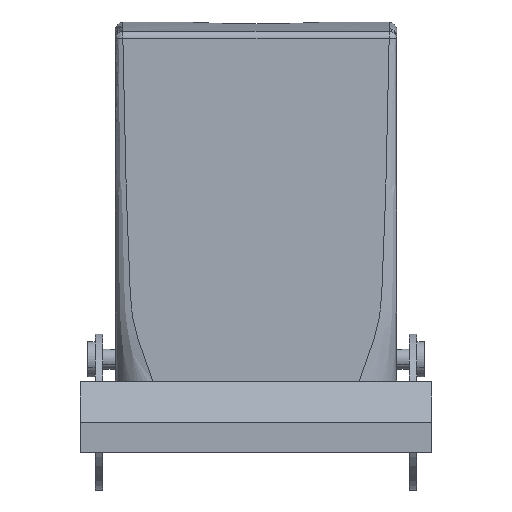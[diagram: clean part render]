
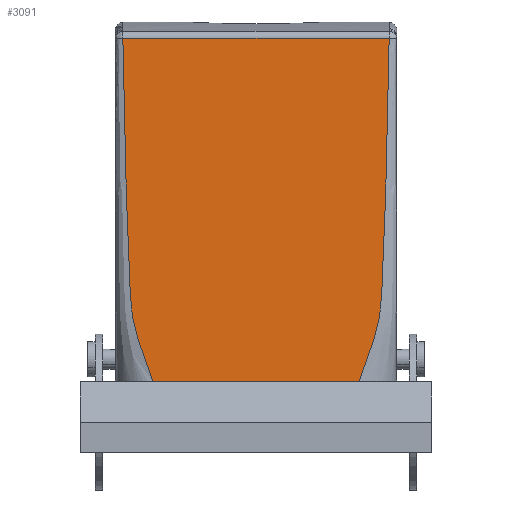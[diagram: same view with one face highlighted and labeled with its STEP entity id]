
A CAD part, front view. The second image highlights one B-rep face of the part: STEP entity #3091.
In plain terms, the highlighted planar face has unit normal (0, -1, 0.013).
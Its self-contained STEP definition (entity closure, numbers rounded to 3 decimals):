
#3078=AXIS2_PLACEMENT_3D('Plane Axis2P3D',#3075,#3076,#3077) ;
#1145=CARTESIAN_POINT('Control Point',(61.487,25.695,89.834)) ;
#1146=CARTESIAN_POINT('Control Point',(61.418,25.607,83.131)) ;
#1147=CARTESIAN_POINT('Control Point',(61.311,25.519,76.43)) ;
#1148=CARTESIAN_POINT('Control Point',(61.134,25.431,69.729)) ;
#1149=CARTESIAN_POINT('Control Point',(60.879,25.318,61.078)) ;
#1150=CARTESIAN_POINT('Control Point',(60.576,25.205,52.428)) ;
#1151=CARTESIAN_POINT('Control Point',(60.505,25.179,50.477)) ;
#1152=CARTESIAN_POINT('Control Point',(60.393,25.141,47.552)) ;
#1153=CARTESIAN_POINT('Control Point',(60.271,25.103,44.627)) ;
#1154=CARTESIAN_POINT('Control Point',(60.229,25.09,43.651)) ;
#1155=CARTESIAN_POINT('Control Point',(60.164,25.071,42.189)) ;
#1156=CARTESIAN_POINT('Control Point',(60.094,25.052,40.726)) ;
#1157=CARTESIAN_POINT('Control Point',(60.071,25.045,40.239)) ;
#1158=CARTESIAN_POINT('Control Point',(60.035,25.036,39.513)) ;
#1159=CARTESIAN_POINT('Control Point',(59.997,25.026,38.787)) ;
#1160=CARTESIAN_POINT('Control Point',(59.984,25.023,38.522)) ;
#1161=CARTESIAN_POINT('Control Point',(59.958,25.017,38.04)) ;
#1162=CARTESIAN_POINT('Control Point',(59.928,25.01,37.558)) ;
#1163=CARTESIAN_POINT('Control Point',(59.911,25.007,37.314)) ;
#1164=CARTESIAN_POINT('Control Point',(59.827,24.992,36.201)) ;
#1165=CARTESIAN_POINT('Control Point',(59.701,24.978,35.09)) ;
#1166=CARTESIAN_POINT('Control Point',(59.566,24.967,34.226)) ;
#1167=CARTESIAN_POINT('Control Point',(59.172,24.941,32.261)) ;
#1168=CARTESIAN_POINT('Control Point',(58.611,24.915,30.323)) ;
#1169=CARTESIAN_POINT('Control Point',(58.251,24.901,29.239)) ;
#1170=CARTESIAN_POINT('Control Point',(57.475,24.873,27.046)) ;
#1171=CARTESIAN_POINT('Control Point',(56.665,24.844,24.861)) ;
#1172=CARTESIAN_POINT('Control Point',(56.26,24.829,23.744)) ;
#1173=CARTESIAN_POINT('Control Point',(55.875,24.815,22.623)) ;
#1174=CARTESIAN_POINT('Control Point',(55.5,24.8,21.5)) ;
#1175=CARTESIAN_POINT('Vertex',(55.5,24.8,21.5)) ;
#1177=CARTESIAN_POINT('Vertex',(61.487,25.695,89.834)) ;
#2100=CARTESIAN_POINT('Vertex',(8.513,25.695,89.834)) ;
#2140=CARTESIAN_POINT('Line Origine',(20.965,25.695,89.834)) ;
#2823=CARTESIAN_POINT('Vertex',(14.5,24.8,21.5)) ;
#2827=CARTESIAN_POINT('Control Point',(8.513,25.695,89.834)) ;
#2828=CARTESIAN_POINT('Control Point',(8.582,25.607,83.131)) ;
#2829=CARTESIAN_POINT('Control Point',(8.689,25.519,76.43)) ;
#2830=CARTESIAN_POINT('Control Point',(8.866,25.431,69.729)) ;
#2831=CARTESIAN_POINT('Control Point',(9.121,25.318,61.078)) ;
#2832=CARTESIAN_POINT('Control Point',(9.424,25.205,52.428)) ;
#2833=CARTESIAN_POINT('Control Point',(9.495,25.179,50.477)) ;
#2834=CARTESIAN_POINT('Control Point',(9.607,25.141,47.552)) ;
#2835=CARTESIAN_POINT('Control Point',(9.729,25.103,44.627)) ;
#2836=CARTESIAN_POINT('Control Point',(9.771,25.09,43.651)) ;
#2837=CARTESIAN_POINT('Control Point',(9.836,25.071,42.189)) ;
#2838=CARTESIAN_POINT('Control Point',(9.906,25.052,40.726)) ;
#2839=CARTESIAN_POINT('Control Point',(9.929,25.045,40.239)) ;
#2840=CARTESIAN_POINT('Control Point',(9.965,25.036,39.513)) ;
#2841=CARTESIAN_POINT('Control Point',(10.003,25.026,38.787)) ;
#2842=CARTESIAN_POINT('Control Point',(10.016,25.023,38.522)) ;
#2843=CARTESIAN_POINT('Control Point',(10.042,25.017,38.04)) ;
#2844=CARTESIAN_POINT('Control Point',(10.072,25.01,37.558)) ;
#2845=CARTESIAN_POINT('Control Point',(10.089,25.007,37.314)) ;
#2846=CARTESIAN_POINT('Control Point',(10.173,24.992,36.201)) ;
#2847=CARTESIAN_POINT('Control Point',(10.299,24.978,35.09)) ;
#2848=CARTESIAN_POINT('Control Point',(10.434,24.967,34.226)) ;
#2849=CARTESIAN_POINT('Control Point',(10.828,24.941,32.261)) ;
#2850=CARTESIAN_POINT('Control Point',(11.389,24.915,30.323)) ;
#2851=CARTESIAN_POINT('Control Point',(11.749,24.901,29.239)) ;
#2852=CARTESIAN_POINT('Control Point',(12.525,24.873,27.046)) ;
#2853=CARTESIAN_POINT('Control Point',(13.335,24.844,24.861)) ;
#2854=CARTESIAN_POINT('Control Point',(13.74,24.829,23.744)) ;
#2855=CARTESIAN_POINT('Control Point',(14.125,24.815,22.623)) ;
#2856=CARTESIAN_POINT('Control Point',(14.5,24.8,21.5)) ;
#3075=CARTESIAN_POINT('Axis2P3D Location',(35.,26.757,170.976)) ;
#3080=CARTESIAN_POINT('Line Origine',(35.,24.8,21.5)) ;
#2141=DIRECTION('Vector Direction',(1.,0.,0.)) ;
#3076=DIRECTION('Axis2P3D Direction',(0.,-1.,0.013)) ;
#3077=DIRECTION('Axis2P3D XDirection',(-1.,0.,0.)) ;
#3081=DIRECTION('Vector Direction',(-1.,0.,0.)) ;
#2142=VECTOR('Line Direction',#2141,1.) ;
#3082=VECTOR('Line Direction',#3081,1.) ;
#3086=ORIENTED_EDGE('',*,*,#2857,.F.) ;
#3087=ORIENTED_EDGE('',*,*,#3084,.T.) ;
#3088=ORIENTED_EDGE('',*,*,#1179,.T.) ;
#3089=ORIENTED_EDGE('',*,*,#2144,.F.) ;
#3091=ADVANCED_FACE('Brep With Voids',(#3090),#3079,.T.) ;
#1144=B_SPLINE_CURVE_WITH_KNOTS('',5,(#1145,#1146,#1147,#1148,#1149,#1150,#1151,#1152,#1153,#1154,#1155,#1156,#1157,#1158,#1159,#1160,#1161,#1162,#1163,#1164,#1165,#1166,#1167,#1168,#1169,#1170,#1171,#1172,#1173,#1174),.UNSPECIFIED.,.F.,.U.,(6,3,3,3,3,3,3,3,3,6),(35.932,69.427,79.179,84.055,86.494,87.687,88.906,93.261,98.851,104.67),.UNSPECIFIED.) ;
#2826=B_SPLINE_CURVE_WITH_KNOTS('',5,(#2827,#2828,#2829,#2830,#2831,#2832,#2833,#2834,#2835,#2836,#2837,#2838,#2839,#2840,#2841,#2842,#2843,#2844,#2845,#2846,#2847,#2848,#2849,#2850,#2851,#2852,#2853,#2854,#2855,#2856),.UNSPECIFIED.,.F.,.U.,(6,3,3,3,3,3,3,3,3,6),(35.932,69.427,79.179,84.055,86.494,87.687,88.906,93.261,98.851,104.67),.UNSPECIFIED.) ;
#1179=EDGE_CURVE('',#1176,#1178,#1144,.F.) ;
#2144=EDGE_CURVE('',#2101,#1178,#2143,.T.) ;
#2857=EDGE_CURVE('',#2824,#2101,#2826,.F.) ;
#3084=EDGE_CURVE('',#2824,#1176,#3083,.F.) ;
#3085=EDGE_LOOP('',(#3086,#3087,#3088,#3089)) ;
#3090=FACE_OUTER_BOUND('',#3085,.T.) ;
#2143=LINE('Line',#2140,#2142) ;
#3083=LINE('Line',#3080,#3082) ;
#3079=PLANE('',#3078) ;
#1176=VERTEX_POINT('',#1175) ;
#1178=VERTEX_POINT('',#1177) ;
#2101=VERTEX_POINT('',#2100) ;
#2824=VERTEX_POINT('',#2823) ;
